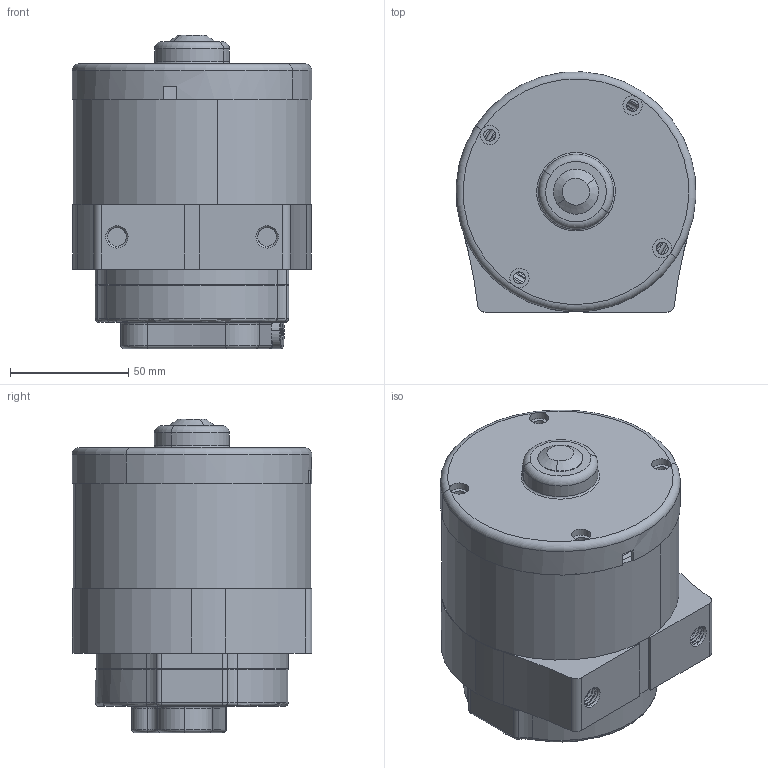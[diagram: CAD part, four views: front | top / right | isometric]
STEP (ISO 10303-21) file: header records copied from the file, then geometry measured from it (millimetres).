
FILE_DESCRIPTION (( 'STEP AP203' ), '1' );
FILE_NAME ('WP711_4Website_020521.STEP', '2021-02-06T00:42:29', ( '' ), ( '' ), 'SwSTEP 2.0', 'SolidWorks 2020', '' );
FILE_SCHEMA (( 'CONFIG_CONTROL_DESIGN' ));
Length unit declared in the file: inch
Products named in the file (9): DividerPlate_4Website_020521; MOTOR CAP; INSPECTION PLUG; WP711_4Website_020521; 4INCH MOTOR; MAGNET RING; ReliefCap_4Website_020521; MotorPlate_4Website_020521; PressureHousing_4Web_020521
Assembly tree (8 placements, depth 3):
  WP711_4Website_020521
    4INCH MOTOR
      MOTOR CAP
      MAGNET RING
      INSPECTION PLUG
    MotorPlate_4Website_020521
    DividerPlate_4Website_020521
    PressureHousing_4Web_020521
    ReliefCap_4Website_020521
Bounding box: 101.43 x 101.52 x 132.8 mm (x, y, z)
Volume: 446838 mm3; surface area: 135061 mm2
Topology: 7 solids, 7 shells, 907 faces, 2239 edges, 1405 vertices
Faces by surface type: cylinder 351, plane 254, torus 138, bspline 94, cone 70
Entity records: 40763 total; most frequent: CARTESIAN_POINT 18648, ORIENTED_EDGE 4462, DIRECTION 4451, EDGE_CURVE 2231, AXIS2_PLACEMENT_3D 1754, VERTEX_POINT 1405, EDGE_LOOP 1006, VECTOR 943
